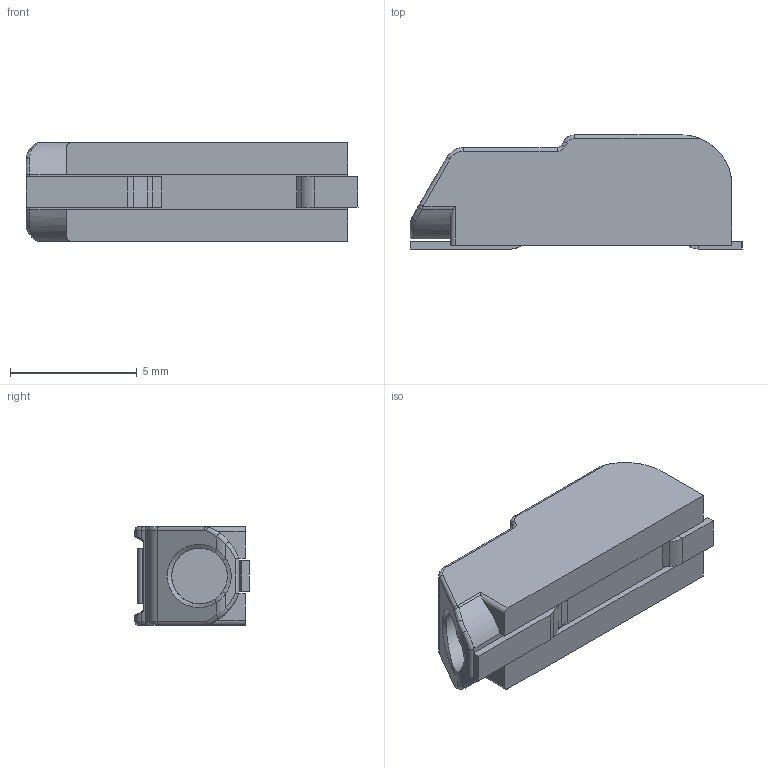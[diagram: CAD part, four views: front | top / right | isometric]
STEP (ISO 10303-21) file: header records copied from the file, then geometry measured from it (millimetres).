
FILE_DESCRIPTION (( 'STEP AP214' ), '1' );
FILE_NAME ('2060-451_998-404.STEP', '2022-12-02T06:32:04', ( '' ), ( '' ), 'SwSTEP 2.0', 'SolidWorks 2017', '' );
FILE_SCHEMA (( 'AUTOMOTIVE_DESIGN' ));
Length unit declared in the file: millimetre
Products named in the file (1): 2060-451_998-404
Bounding box: 13.1 x 4.5 x 3.9 mm (x, y, z)
Volume: 144 mm3; surface area: 336.2 mm2
Topology: 4 solids, 4 shells, 145 faces, 366 edges, 230 vertices
Faces by surface type: plane 73, cylinder 45, bspline 13, torus 12, sphere 1, cone 1
Full cylindrical faces by diameter (mm): 2.2 x1
Entity records: 4895 total; most frequent: CARTESIAN_POINT 1415, ORIENTED_EDGE 728, DIRECTION 697, EDGE_CURVE 364, AXIS2_PLACEMENT_3D 238, VERTEX_POINT 229, VECTOR 221, LINE 221
